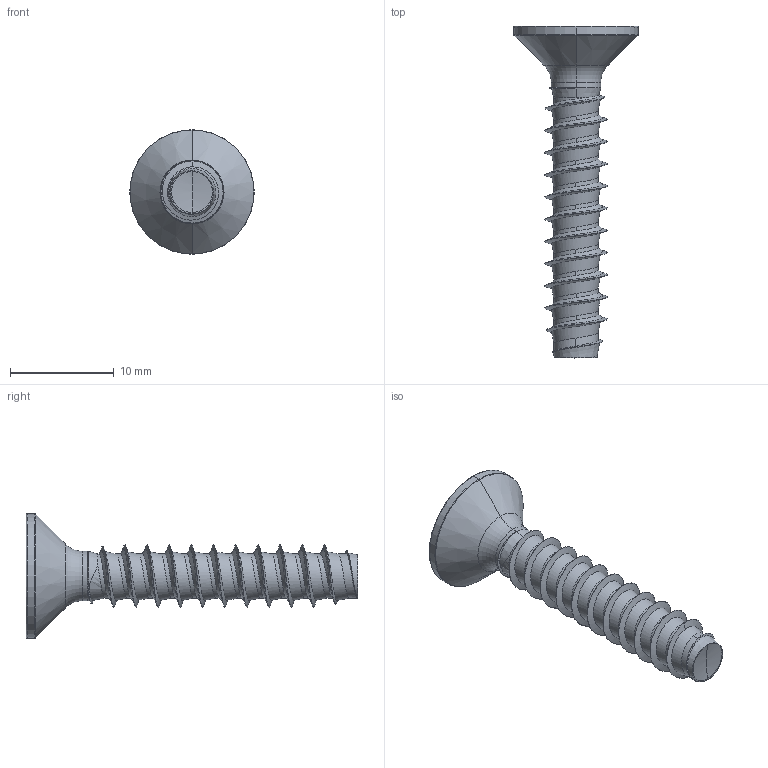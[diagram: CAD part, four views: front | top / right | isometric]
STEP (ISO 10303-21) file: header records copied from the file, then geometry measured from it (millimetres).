
FILE_DESCRIPTION (( 'STEP AP203' ), '1' );
FILE_NAME ('STP330600320.STEP', '2020-09-04T16:08:37', ( '' ), ( '' ), 'SwSTEP 2.0', 'SolidWorks 2015', '' );
FILE_SCHEMA (( 'CONFIG_CONTROL_DESIGN' ));
Length unit declared in the file: millimetre
Products named in the file (2): STP330600320
Bounding box: 12 x 32 x 12 mm (x, y, z)
Volume: 744.7 mm3; surface area: 933.3 mm2
Topology: 1 solids, 1 shells, 186 faces, 426 edges, 242 vertices
Faces by surface type: cylinder 70, bspline 51, sphere 26, plane 22, cone 11, torus 6
Entity records: 25071 total; most frequent: CARTESIAN_POINT 21227, ORIENTED_EDGE 848, DIRECTION 681, EDGE_CURVE 424, AXIS2_PLACEMENT_3D 278, VERTEX_POINT 242, EDGE_LOOP 188, ADVANCED_FACE 186
